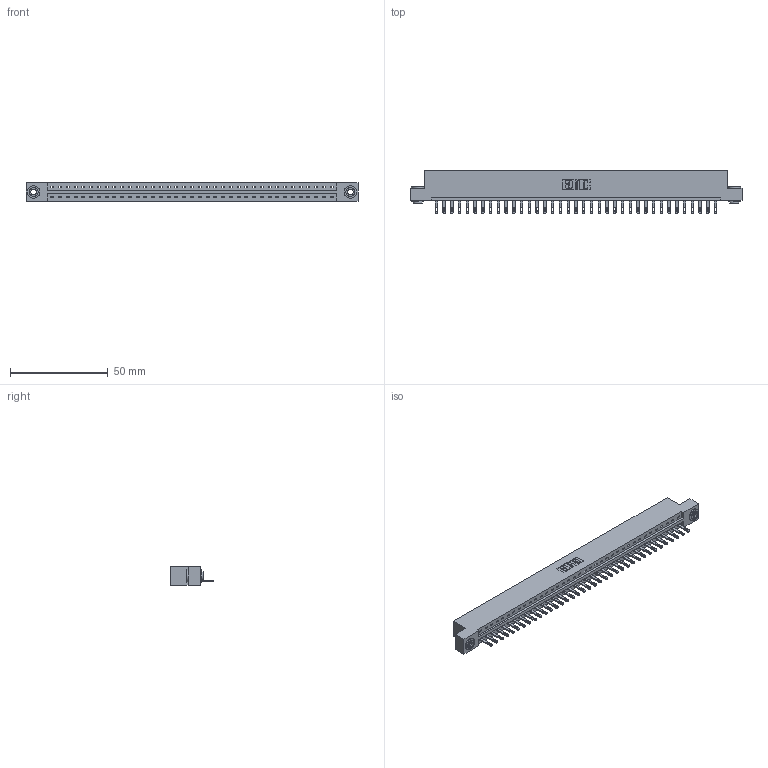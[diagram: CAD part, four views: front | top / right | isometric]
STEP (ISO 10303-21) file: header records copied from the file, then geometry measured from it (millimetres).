
FILE_DESCRIPTION (( 'STEP AP203' ), '1' );
FILE_NAME ('337-037-500-103.STEP', '2018-08-08T00:40:41', ( '' ), ( '' ), 'SwSTEP 2.0', 'SolidWorks 2016', '' );
FILE_SCHEMA (( 'CONFIG_CONTROL_DESIGN' ));
Length unit declared in the file: inch
Products named in the file (4): 337 Part_Flush Mounting Lugs - 0.156 Dia-TH; 345-292-001_345-293-100; 345-250-002_345-250-002-102; 337-037-500-103
Assembly tree (40 placements, depth 2):
  337-037-500-103
    337 Part_Flush Mounting Lugs - 0.156 Dia-TH
    345-292-001_345-293-100  x37
    345-250-002_345-250-002-102  x2
Bounding box: 169.62 x 21.85 x 9.4 mm (x, y, z)
Volume: 17609 mm3; surface area: 18487.6 mm2
Topology: 40 solids, 40 shells, 2298 faces, 7047 edges, 4694 vertices
Faces by surface type: plane 1560, cylinder 730, cone 8
Entity records: 28730 total; most frequent: CARTESIAN_POINT 4980, ORIENTED_EDGE 4946, DIRECTION 4237, EDGE_CURVE 2473, VECTOR 2317, LINE 2317, VERTEX_POINT 1646, AXIS2_PLACEMENT_3D 960
